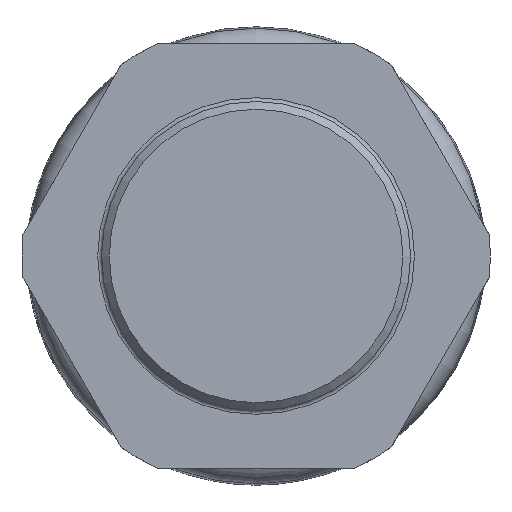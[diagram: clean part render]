
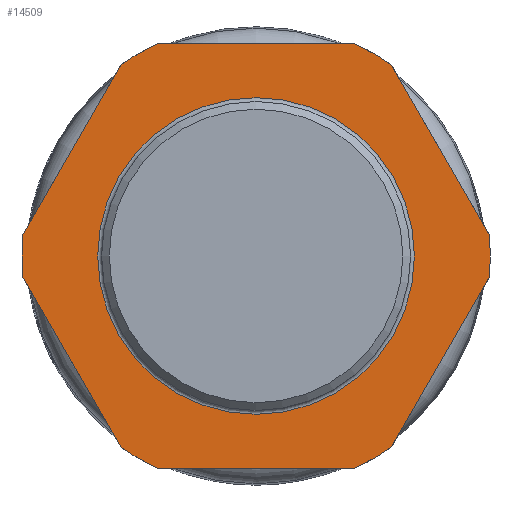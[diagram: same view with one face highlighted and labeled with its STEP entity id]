
A CAD part, left-side view. The second image highlights one B-rep face of the part: STEP entity #14509.
In plain terms, the highlighted planar face has unit normal (-1, 0, 0).
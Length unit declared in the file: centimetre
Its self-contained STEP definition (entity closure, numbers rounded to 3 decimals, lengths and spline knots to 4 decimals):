
#642=FACE_BOUND('',#4255,.T.);
#970=CIRCLE('',#15460,3.03);
#971=CIRCLE('',#15463,3.03);
#972=CIRCLE('',#15466,3.03);
#973=CIRCLE('',#15471,3.03);
#974=CIRCLE('',#15473,3.03);
#975=CIRCLE('',#15475,3.03);
#976=CIRCLE('',#15476,2.05);
#2018=LINE('',#25597,#2715);
#2022=LINE('',#25606,#2719);
#2025=LINE('',#25614,#2722);
#2028=LINE('',#25623,#2725);
#2031=LINE('',#25629,#2728);
#2034=LINE('',#25634,#2731);
#2715=VECTOR('',#17903,1.);
#2719=VECTOR('',#17913,1.);
#2722=VECTOR('',#17922,1.);
#2725=VECTOR('',#17931,1.);
#2728=VECTOR('',#17936,1.);
#2731=VECTOR('',#17941,1.);
#3371=FACE_OUTER_BOUND('',#4254,.T.);
#4254=EDGE_LOOP('',(#10982,#10983,#10984,#10985,#10986,#10987,#10988,#10989,
#10990,#10991,#10992,#10993));
#4255=EDGE_LOOP('',(#10994));
#5998=VERTEX_POINT('',#25594);
#5999=VERTEX_POINT('',#25596);
#6000=VERTEX_POINT('',#25600);
#6001=VERTEX_POINT('',#25604);
#6002=VERTEX_POINT('',#25608);
#6003=VERTEX_POINT('',#25612);
#6004=VERTEX_POINT('',#25616);
#6005=VERTEX_POINT('',#25620);
#6006=VERTEX_POINT('',#25622);
#6007=VERTEX_POINT('',#25626);
#6008=VERTEX_POINT('',#25628);
#6009=VERTEX_POINT('',#25632);
#6010=VERTEX_POINT('',#25641);
#7772=EDGE_CURVE('',#5999,#5998,#2018,.T.);
#7775=EDGE_CURVE('',#6000,#5998,#970,.T.);
#7777=EDGE_CURVE('',#6000,#6001,#2022,.T.);
#7779=EDGE_CURVE('',#6002,#6001,#971,.T.);
#7781=EDGE_CURVE('',#6002,#6003,#2025,.T.);
#7783=EDGE_CURVE('',#6004,#6003,#972,.T.);
#7785=EDGE_CURVE('',#6006,#6005,#2028,.T.);
#7788=EDGE_CURVE('',#6008,#6007,#2031,.T.);
#7791=EDGE_CURVE('',#6004,#6009,#2034,.T.);
#7792=EDGE_CURVE('',#5999,#6007,#973,.T.);
#7793=EDGE_CURVE('',#6006,#6009,#974,.T.);
#7794=EDGE_CURVE('',#6008,#6005,#975,.T.);
#7795=EDGE_CURVE('',#6010,#6010,#976,.T.);
#10982=ORIENTED_EDGE('',*,*,#7785,.T.);
#10983=ORIENTED_EDGE('',*,*,#7794,.F.);
#10984=ORIENTED_EDGE('',*,*,#7788,.T.);
#10985=ORIENTED_EDGE('',*,*,#7792,.F.);
#10986=ORIENTED_EDGE('',*,*,#7772,.T.);
#10987=ORIENTED_EDGE('',*,*,#7775,.F.);
#10988=ORIENTED_EDGE('',*,*,#7777,.T.);
#10989=ORIENTED_EDGE('',*,*,#7779,.F.);
#10990=ORIENTED_EDGE('',*,*,#7781,.T.);
#10991=ORIENTED_EDGE('',*,*,#7783,.F.);
#10992=ORIENTED_EDGE('',*,*,#7791,.T.);
#10993=ORIENTED_EDGE('',*,*,#7793,.F.);
#10994=ORIENTED_EDGE('',*,*,#7795,.T.);
#13176=PLANE('',#15474);
#14509=ADVANCED_FACE('',(#3371,#642),#13176,.T.);
#15460=AXIS2_PLACEMENT_3D('',#25602,#17908,#17909);
#15463=AXIS2_PLACEMENT_3D('',#25610,#17917,#17918);
#15466=AXIS2_PLACEMENT_3D('',#25618,#17926,#17927);
#15471=AXIS2_PLACEMENT_3D('',#25636,#17944,#17945);
#15473=AXIS2_PLACEMENT_3D('',#25638,#17948,#17949);
#15474=AXIS2_PLACEMENT_3D('',#25639,#17950,#17951);
#15475=AXIS2_PLACEMENT_3D('',#25640,#17952,#17953);
#15476=AXIS2_PLACEMENT_3D('',#25642,#17954,#17955);
#17903=DIRECTION('',(0.,0.5,-0.866));
#17908=DIRECTION('center_axis',(1.,0.,0.));
#17909=DIRECTION('ref_axis',(0.,-1.,0.));
#17913=DIRECTION('',(0.,-0.5,-0.866));
#17917=DIRECTION('center_axis',(1.,0.,0.));
#17918=DIRECTION('ref_axis',(0.,-1.,0.));
#17922=DIRECTION('',(0.,-1.,0.));
#17926=DIRECTION('center_axis',(1.,0.,0.));
#17927=DIRECTION('ref_axis',(0.,-1.,0.));
#17931=DIRECTION('',(0.,0.5,0.866));
#17936=DIRECTION('',(0.,1.,0.));
#17941=DIRECTION('',(0.,-0.5,0.866));
#17944=DIRECTION('center_axis',(1.,0.,0.));
#17945=DIRECTION('ref_axis',(0.,-1.,0.));
#17948=DIRECTION('center_axis',(1.,0.,0.));
#17949=DIRECTION('ref_axis',(0.,-1.,0.));
#17950=DIRECTION('center_axis',(-1.,0.,0.));
#17951=DIRECTION('ref_axis',(0.,1.,0.));
#17952=DIRECTION('center_axis',(1.,0.,0.));
#17953=DIRECTION('ref_axis',(0.,-1.,0.));
#17954=DIRECTION('center_axis',(1.,0.,0.));
#17955=DIRECTION('ref_axis',(0.,-1.,0.));
#25594=CARTESIAN_POINT('',(-5.3,3.0177,0.2733));
#25596=CARTESIAN_POINT('',(-5.3,1.7455,2.4767));
#25597=CARTESIAN_POINT('',(-5.3,2.7195,0.7896));
#25600=CARTESIAN_POINT('',(-5.3,3.0177,-0.2733));
#25602=CARTESIAN_POINT('Origin',(-5.3,0.,
0.));
#25604=CARTESIAN_POINT('',(-5.3,1.7455,-2.4767));
#25606=CARTESIAN_POINT('',(-5.3,2.0436,-1.9604));
#25608=CARTESIAN_POINT('',(-5.3,1.2722,-2.75));
#25610=CARTESIAN_POINT('Origin',(-5.3,0.,
0.));
#25612=CARTESIAN_POINT('',(-5.3,-1.2722,-2.75));
#25614=CARTESIAN_POINT('',(-5.3,0.6361,-2.75));
#25616=CARTESIAN_POINT('',(-5.3,-1.7455,-2.4767));
#25618=CARTESIAN_POINT('Origin',(-5.3,0.,
0.));
#25620=CARTESIAN_POINT('',(-5.3,-1.7455,2.4767));
#25622=CARTESIAN_POINT('',(-5.3,-3.0177,0.2733));
#25623=CARTESIAN_POINT('',(-5.3,-3.3556,-0.3121));
#25626=CARTESIAN_POINT('',(-5.3,1.2722,2.75));
#25628=CARTESIAN_POINT('',(-5.3,-1.2722,2.75));
#25629=CARTESIAN_POINT('',(-5.3,-0.6361,2.75));
#25632=CARTESIAN_POINT('',(-5.3,-3.0177,-0.2733));
#25634=CARTESIAN_POINT('',(-5.3,-1.4075,-3.0621));
#25636=CARTESIAN_POINT('Origin',(-5.3,0.,
0.));
#25638=CARTESIAN_POINT('Origin',(-5.3,0.,
0.));
#25639=CARTESIAN_POINT('Origin',(-5.3,0.,
-3.03));
#25640=CARTESIAN_POINT('Origin',(-5.3,0.,
0.));
#25641=CARTESIAN_POINT('',(-5.3,0.,-2.05));
#25642=CARTESIAN_POINT('Origin',(-5.3,0.,
0.));
